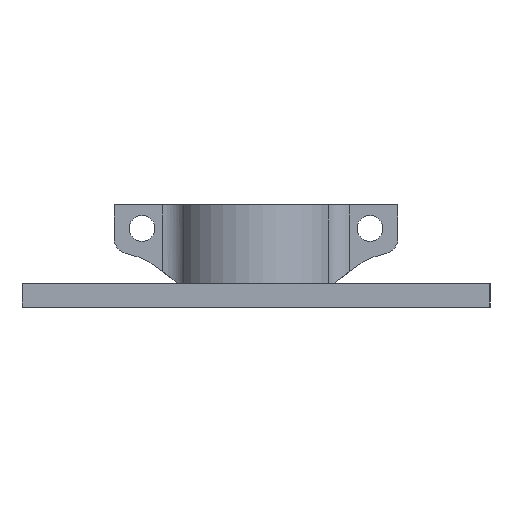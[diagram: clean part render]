
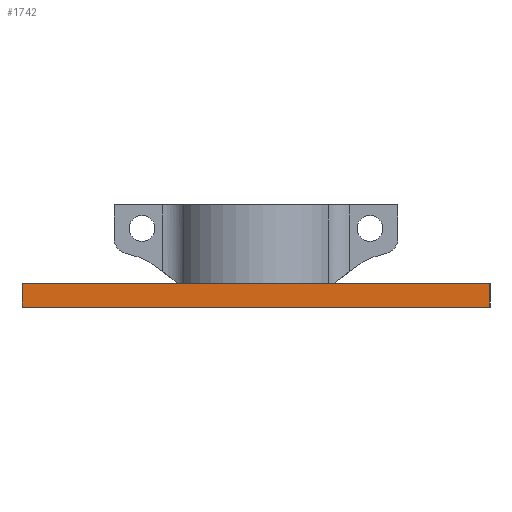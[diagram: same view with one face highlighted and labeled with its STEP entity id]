
A CAD part, left-side view. The second image highlights one B-rep face of the part: STEP entity #1742.
In plain terms, the highlighted planar face has unit normal (-1, 0, 0).
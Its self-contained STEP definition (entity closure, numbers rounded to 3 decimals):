
#272=FACE_OUTER_BOUND('',#386,.T.);
#386=EDGE_LOOP('',(#1599,#1600,#1601,#1602));
#424=LINE('',#2569,#572);
#538=LINE('',#2984,#686);
#541=LINE('',#2991,#689);
#543=LINE('',#2994,#691);
#572=VECTOR('',#2014,10.);
#686=VECTOR('',#2466,10.);
#689=VECTOR('',#2473,10.);
#691=VECTOR('',#2477,10.);
#727=VERTEX_POINT('',#2566);
#728=VERTEX_POINT('',#2568);
#859=VERTEX_POINT('',#2981);
#860=VERTEX_POINT('',#2983);
#895=EDGE_CURVE('',#728,#727,#424,.T.);
#1105=EDGE_CURVE('',#860,#859,#538,.T.);
#1109=EDGE_CURVE('',#727,#860,#541,.T.);
#1111=EDGE_CURVE('',#859,#728,#543,.T.);
#1599=ORIENTED_EDGE('',*,*,#1105,.T.);
#1600=ORIENTED_EDGE('',*,*,#1111,.T.);
#1601=ORIENTED_EDGE('',*,*,#895,.T.);
#1602=ORIENTED_EDGE('',*,*,#1109,.T.);
#1658=PLANE('',#1948);
#1742=ADVANCED_FACE('',(#272),#1658,.F.);
#1948=AXIS2_PLACEMENT_3D('',#2993,#2475,#2476);
#2014=DIRECTION('',(0.,1.,0.));
#2466=DIRECTION('',(0.,-1.,0.));
#2473=DIRECTION('',(0.,0.,-1.));
#2475=DIRECTION('center_axis',(1.,0.,0.));
#2476=DIRECTION('ref_axis',(0.,1.,0.));
#2477=DIRECTION('',(0.,0.,1.));
#2566=CARTESIAN_POINT('',(-128.864,28.63,240.289));
#2568=CARTESIAN_POINT('',(-128.864,-30.871,240.289));
#2569=CARTESIAN_POINT('',(-128.864,48.63,240.289));
#2981=CARTESIAN_POINT('',(-128.864,-30.871,237.289));
#2983=CARTESIAN_POINT('',(-128.864,28.63,237.289));
#2984=CARTESIAN_POINT('',(-128.864,-1.12,237.289));
#2991=CARTESIAN_POINT('',(-128.864,28.63,209.337));
#2993=CARTESIAN_POINT('Origin',(-128.864,-1.12,225.801));
#2994=CARTESIAN_POINT('',(-128.864,-30.871,218.524));
